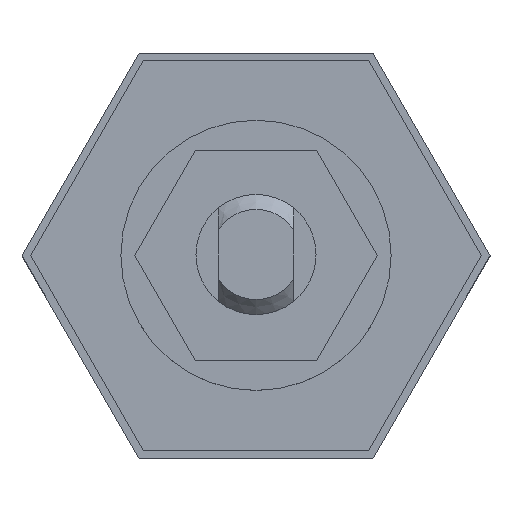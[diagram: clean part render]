
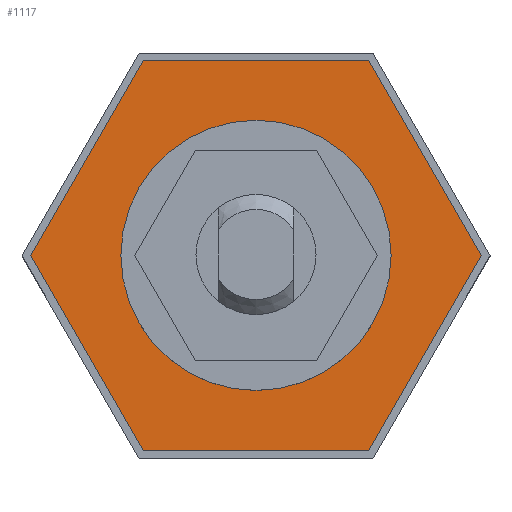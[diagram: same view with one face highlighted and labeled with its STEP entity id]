
A CAD part, top view. The second image highlights one B-rep face of the part: STEP entity #1117.
In plain terms, the highlighted planar face has unit normal (0, 0, 1).
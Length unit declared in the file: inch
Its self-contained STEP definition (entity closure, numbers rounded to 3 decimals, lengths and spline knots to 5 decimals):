
#179=CARTESIAN_POINT('',(0.5625,0.,-2.125));
#180=VERTEX_POINT('',#179);
#189=CARTESIAN_POINT('',(-0.5625,0.,-2.125));
#190=VERTEX_POINT('',#189);
#191=CARTESIAN_POINT('',(0.0,0.,-2.125));
#192=DIRECTION('',(0.0,0.0,-1.0));
#193=DIRECTION('',(1.0,0.0,0.0));
#194=AXIS2_PLACEMENT_3D('',#191,#192,#193);
#195=CIRCLE('',#194,0.5625);
#196=EDGE_CURVE('',#190,#180,#195,.T.);
#864=CARTESIAN_POINT('',(0.48714,-0.28125,-2.125));
#865=VERTEX_POINT('',#864);
#866=CARTESIAN_POINT('',(0.0,0.,-2.125));
#867=DIRECTION('',(0.0,0.0,-1.0));
#868=DIRECTION('',(1.0,0.0,0.0));
#869=AXIS2_PLACEMENT_3D('',#866,#867,#868);
#870=CIRCLE('',#869,0.5625);
#871=EDGE_CURVE('',#865,#190,#870,.T.);
#873=CARTESIAN_POINT('',(0.0,0.,-2.125));
#874=DIRECTION('',(0.0,0.0,-1.0));
#875=DIRECTION('',(1.0,0.0,0.0));
#876=AXIS2_PLACEMENT_3D('',#873,#874,#875);
#877=CIRCLE('',#876,0.5625);
#878=EDGE_CURVE('',#180,#865,#877,.T.);
#910=CARTESIAN_POINT('',(-0.4691,-0.8125,-2.125));
#911=VERTEX_POINT('',#910);
#918=CARTESIAN_POINT('',(-0.93819,0.,-2.125));
#919=VERTEX_POINT('',#918);
#920=CARTESIAN_POINT('',(-0.93819,0.,-2.125));
#921=DIRECTION('',(0.5,-0.866,0.0));
#922=VECTOR('',#921,0.93819);
#923=LINE('',#920,#922);
#924=EDGE_CURVE('',#919,#911,#923,.T.);
#948=CARTESIAN_POINT('',(0.4691,-0.8125,-2.125));
#949=VERTEX_POINT('',#948);
#956=CARTESIAN_POINT('',(-0.4691,-0.8125,-2.125));
#957=DIRECTION('',(1.0,0.0,0.0));
#958=VECTOR('',#957,0.93819);
#959=LINE('',#956,#958);
#960=EDGE_CURVE('',#911,#949,#959,.T.);
#979=CARTESIAN_POINT('',(0.93819,0.,-2.125));
#980=VERTEX_POINT('',#979);
#987=CARTESIAN_POINT('',(0.4691,-0.8125,-2.125));
#988=DIRECTION('',(0.5,0.866,0.0));
#989=VECTOR('',#988,0.93819);
#990=LINE('',#987,#989);
#991=EDGE_CURVE('',#949,#980,#990,.T.);
#1010=CARTESIAN_POINT('',(0.4691,0.8125,-2.125));
#1011=VERTEX_POINT('',#1010);
#1018=CARTESIAN_POINT('',(0.93819,0.,-2.125));
#1019=DIRECTION('',(-0.5,0.866,0.0));
#1020=VECTOR('',#1019,0.93819);
#1021=LINE('',#1018,#1020);
#1022=EDGE_CURVE('',#980,#1011,#1021,.T.);
#1041=CARTESIAN_POINT('',(-0.4691,0.8125,-2.125));
#1042=VERTEX_POINT('',#1041);
#1049=CARTESIAN_POINT('',(0.4691,0.8125,-2.125));
#1050=DIRECTION('',(-1.0,0.0,0.0));
#1051=VECTOR('',#1050,0.93819);
#1052=LINE('',#1049,#1051);
#1053=EDGE_CURVE('',#1011,#1042,#1052,.T.);
#1071=CARTESIAN_POINT('',(-0.4691,0.8125,-2.125));
#1072=DIRECTION('',(-0.5,-0.866,0.0));
#1073=VECTOR('',#1072,0.93819);
#1074=LINE('',#1071,#1073);
#1075=EDGE_CURVE('',#1042,#919,#1074,.T.);
#1099=CARTESIAN_POINT('',(0.,0.0,-2.125));
#1100=DIRECTION('',(0.0,0.0,-1.0));
#1101=DIRECTION('',(-1.0,0.0,0.0));
#1102=AXIS2_PLACEMENT_3D('',#1099,#1100,#1101);
#1103=PLANE('',#1102);
#1104=ORIENTED_EDGE('',*,*,#1075,.T.);
#1105=ORIENTED_EDGE('',*,*,#924,.T.);
#1106=ORIENTED_EDGE('',*,*,#960,.T.);
#1107=ORIENTED_EDGE('',*,*,#991,.T.);
#1108=ORIENTED_EDGE('',*,*,#1022,.T.);
#1109=ORIENTED_EDGE('',*,*,#1053,.T.);
#1110=EDGE_LOOP('',(#1104,#1105,#1106,#1107,#1108,#1109));
#1111=FACE_OUTER_BOUND('',#1110,.T.);
#1112=ORIENTED_EDGE('',*,*,#871,.T.);
#1113=ORIENTED_EDGE('',*,*,#196,.T.);
#1114=ORIENTED_EDGE('',*,*,#878,.T.);
#1115=EDGE_LOOP('',(#1112,#1113,#1114));
#1116=FACE_BOUND('',#1115,.T.);
#1117=ADVANCED_FACE('',(#1111,#1116),#1103,.F.);
